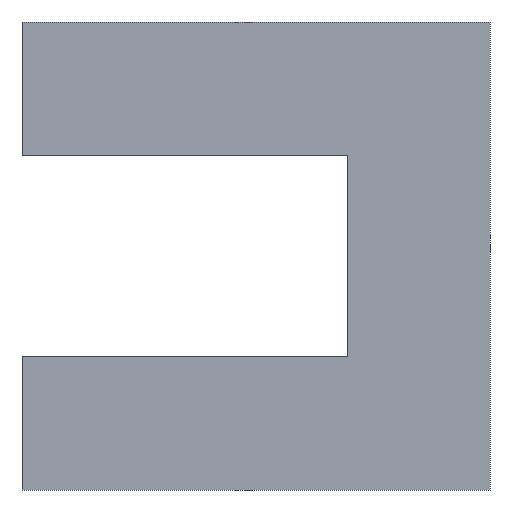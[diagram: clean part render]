
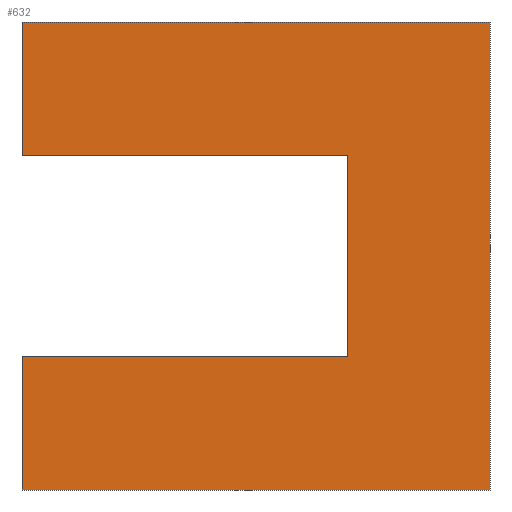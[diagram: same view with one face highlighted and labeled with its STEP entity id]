
A CAD part, front view. The second image highlights one B-rep face of the part: STEP entity #632.
In plain terms, the highlighted planar face has unit normal (0, -1, 0).
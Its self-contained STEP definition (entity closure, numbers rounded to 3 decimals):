
#4 = DIRECTION ( 'NONE',  ( 1., 0., 0. ) ) ;
#23 = LINE ( 'NONE', #212, #207 ) ;
#33 = EDGE_CURVE ( 'NONE', #406, #336, #492, .T. ) ;
#50 = CARTESIAN_POINT ( 'NONE',  ( 50., 0., -55. ) ) ;
#54 = CARTESIAN_POINT ( 'NONE',  ( -128., 0., -128. ) ) ;
#66 = VERTEX_POINT ( 'NONE', #561 ) ;
#81 = EDGE_CURVE ( 'NONE', #591, #209, #416, .T. ) ;
#104 = VERTEX_POINT ( 'NONE', #420 ) ;
#109 = ORIENTED_EDGE ( 'NONE', *, *, #251, .T. ) ;
#116 = ORIENTED_EDGE ( 'NONE', *, *, #194, .T. ) ;
#119 = DIRECTION ( 'NONE',  ( 0., 0., -1. ) ) ;
#129 = EDGE_CURVE ( 'NONE', #453, #242, #23, .T. ) ;
#130 = CARTESIAN_POINT ( 'NONE',  ( 0., 0., 0. ) ) ;
#135 = FACE_OUTER_BOUND ( 'NONE', #543, .T. ) ;
#143 = ORIENTED_EDGE ( 'NONE', *, *, #488, .F. ) ;
#147 = EDGE_CURVE ( 'NONE', #591, #66, #181, .T. ) ;
#163 = DIRECTION ( 'NONE',  ( -1., 0., 0. ) ) ;
#169 = ORIENTED_EDGE ( 'NONE', *, *, #230, .F. ) ;
#181 = LINE ( 'NONE', #465, #266 ) ;
#184 = PLANE ( 'NONE',  #400 ) ;
#186 = CARTESIAN_POINT ( 'NONE',  ( 128., 0., -128. ) ) ;
#192 = DIRECTION ( 'NONE',  ( 1., 0., 0. ) ) ;
#194 = EDGE_CURVE ( 'NONE', #336, #104, #372, .T. ) ;
#205 = VECTOR ( 'NONE', #119, 1000. ) ;
#207 = VECTOR ( 'NONE', #163, 1000. ) ;
#209 = VERTEX_POINT ( 'NONE', #514 ) ;
#212 = CARTESIAN_POINT ( 'NONE',  ( -128., 0., -55. ) ) ;
#213 = ORIENTED_EDGE ( 'NONE', *, *, #33, .T. ) ;
#221 = DIRECTION ( 'NONE',  ( 0., 0., 1. ) ) ;
#224 = DIRECTION ( 'NONE',  ( 0., 1., 0. ) ) ;
#230 = EDGE_CURVE ( 'NONE', #406, #242, #571, .T. ) ;
#242 = VERTEX_POINT ( 'NONE', #521 ) ;
#251 = EDGE_CURVE ( 'NONE', #209, #453, #616, .T. ) ;
#258 = DIRECTION ( 'NONE',  ( 1., 0., 0. ) ) ;
#266 = VECTOR ( 'NONE', #424, 1000. ) ;
#269 = CARTESIAN_POINT ( 'NONE',  ( -128., 0., -128. ) ) ;
#315 = VECTOR ( 'NONE', #508, 1000. ) ;
#319 = VECTOR ( 'NONE', #258, 1000. ) ;
#333 = CARTESIAN_POINT ( 'NONE',  ( -128., 0., 128. ) ) ;
#336 = VERTEX_POINT ( 'NONE', #186 ) ;
#365 = VECTOR ( 'NONE', #221, 1000. ) ;
#366 = CARTESIAN_POINT ( 'NONE',  ( 128., 0., -128. ) ) ;
#372 = LINE ( 'NONE', #366, #315 ) ;
#387 = CARTESIAN_POINT ( 'NONE',  ( -128., 0., -128. ) ) ;
#400 = AXIS2_PLACEMENT_3D ( 'NONE', #130, #224, #468 ) ;
#406 = VERTEX_POINT ( 'NONE', #387 ) ;
#416 = LINE ( 'NONE', #462, #319 ) ;
#420 = CARTESIAN_POINT ( 'NONE',  ( 128., 0., 128. ) ) ;
#424 = DIRECTION ( 'NONE',  ( 0., 0., 1. ) ) ;
#436 = LINE ( 'NONE', #333, #483 ) ;
#453 = VERTEX_POINT ( 'NONE', #50 ) ;
#462 = CARTESIAN_POINT ( 'NONE',  ( -128., 0., 55. ) ) ;
#465 = CARTESIAN_POINT ( 'NONE',  ( -128., 0., -128. ) ) ;
#468 = DIRECTION ( 'NONE',  ( 0., 0., 1. ) ) ;
#483 = VECTOR ( 'NONE', #192, 1000. ) ;
#488 = EDGE_CURVE ( 'NONE', #66, #104, #436, .T. ) ;
#492 = LINE ( 'NONE', #54, #566 ) ;
#500 = ORIENTED_EDGE ( 'NONE', *, *, #147, .F. ) ;
#501 = CARTESIAN_POINT ( 'NONE',  ( -128., 0., 55. ) ) ;
#508 = DIRECTION ( 'NONE',  ( 0., 0., 1. ) ) ;
#514 = CARTESIAN_POINT ( 'NONE',  ( 50., 0., 55. ) ) ;
#521 = CARTESIAN_POINT ( 'NONE',  ( -128., 0., -55. ) ) ;
#543 = EDGE_LOOP ( 'NONE', ( #109, #550, #169, #213, #116, #143, #500, #590 ) ) ;
#550 = ORIENTED_EDGE ( 'NONE', *, *, #129, .T. ) ;
#561 = CARTESIAN_POINT ( 'NONE',  ( -128., 0., 128. ) ) ;
#562 = CARTESIAN_POINT ( 'NONE',  ( 50., 0., -55. ) ) ;
#566 = VECTOR ( 'NONE', #4, 1000. ) ;
#571 = LINE ( 'NONE', #269, #365 ) ;
#590 = ORIENTED_EDGE ( 'NONE', *, *, #81, .T. ) ;
#591 = VERTEX_POINT ( 'NONE', #501 ) ;
#616 = LINE ( 'NONE', #562, #205 ) ;
#632 = ADVANCED_FACE ( 'NONE', ( #135 ), #184, .F. ) ;
